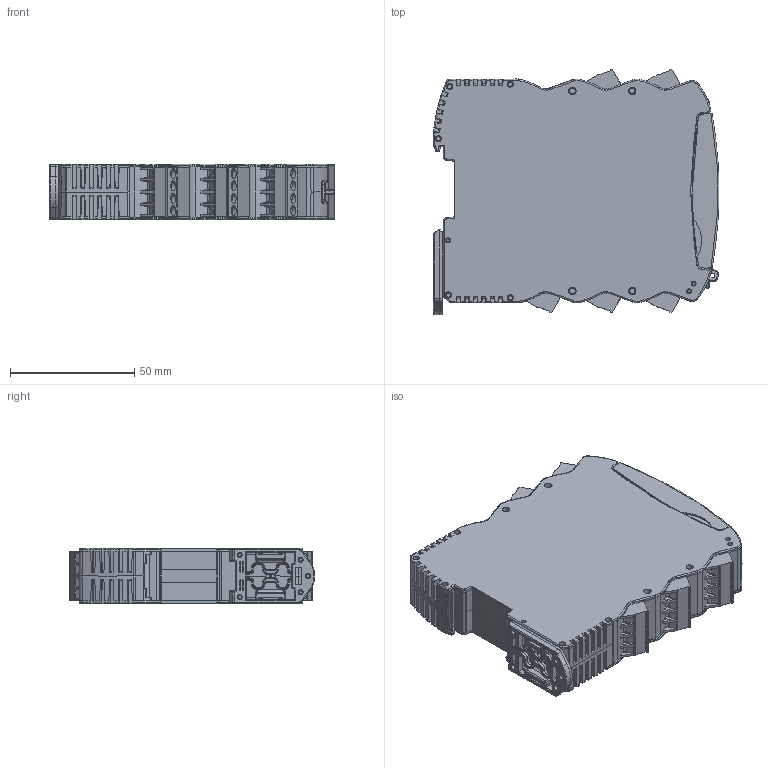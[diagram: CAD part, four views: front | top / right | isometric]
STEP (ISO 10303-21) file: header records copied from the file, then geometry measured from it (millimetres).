
FILE_DESCRIPTION (( 'STEP AP214' ), '1' );
FILE_NAME ('SRB-E-232ST.STEP', '2024-10-24T09:28:18', ( '' ), ( '' ), 'SwSTEP 2.0', 'SolidWorks 2023', '' );
FILE_SCHEMA (( 'AUTOMOTIVE_DESIGN' ));
Length unit declared in the file: inch
Products named in the file (1): SRB-E-232ST
Bounding box: 114.89 x 98.88 x 22.5 mm (x, y, z)
Volume: 212480.8 mm3; surface area: 42098.5 mm2
Topology: 2 solids, 8 shells, 3149 faces, 8521 edges, 5343 vertices
Faces by surface type: plane 1698, cylinder 731, bspline 494, cone 219, torus 7
Full cylindrical faces by diameter (mm): 1.7 x1, 3.783 x20, 4 x20
Entity records: 118405 total; most frequent: CARTESIAN_POINT 47113, ORIENTED_EDGE 16674, DIRECTION 12245, EDGE_CURVE 8337, VERTEX_POINT 5301, LINE 4661, VECTOR 4661, AXIS2_PLACEMENT_3D 3792
